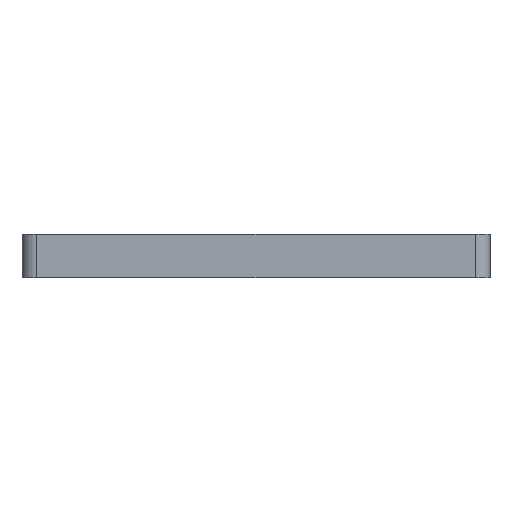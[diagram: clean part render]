
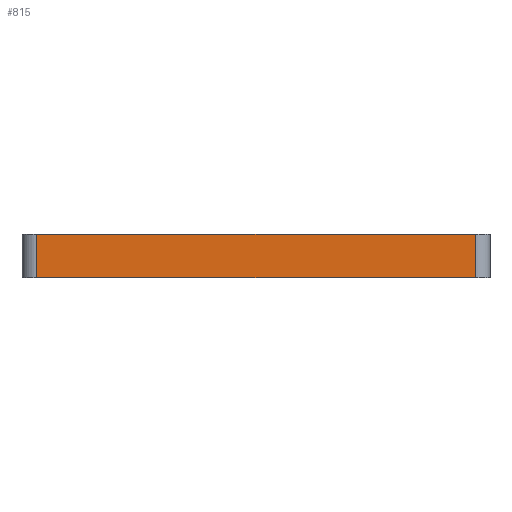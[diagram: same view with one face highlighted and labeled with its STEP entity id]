
A CAD part, front view. The second image highlights one B-rep face of the part: STEP entity #815.
In plain terms, the highlighted planar face has unit normal (0, -1, 0).
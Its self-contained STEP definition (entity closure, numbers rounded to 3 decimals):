
#28 = CARTESIAN_POINT ( 'NONE',  ( 1., 0., 0. ) ) ;
#51 = CARTESIAN_POINT ( 'NONE',  ( 0., 0., 3. ) ) ;
#65 = EDGE_CURVE ( 'NONE', #720, #500, #921, .T. ) ;
#135 = VECTOR ( 'NONE', #514, 1000. ) ;
#137 = FACE_OUTER_BOUND ( 'NONE', #265, .T. ) ;
#160 = CARTESIAN_POINT ( 'NONE',  ( 31., 0., 0. ) ) ;
#167 = DIRECTION ( 'NONE',  ( 1., 0., 0. ) ) ;
#211 = CARTESIAN_POINT ( 'NONE',  ( 1., 0., 3. ) ) ;
#234 = LINE ( 'NONE', #392, #585 ) ;
#253 = AXIS2_PLACEMENT_3D ( 'NONE', #51, #969, #751 ) ;
#256 = VERTEX_POINT ( 'NONE', #425 ) ;
#265 = EDGE_LOOP ( 'NONE', ( #795, #640, #413, #277 ) ) ;
#277 = ORIENTED_EDGE ( 'NONE', *, *, #824, .T. ) ;
#280 = VECTOR ( 'NONE', #491, 1000. ) ;
#290 = VERTEX_POINT ( 'NONE', #563 ) ;
#292 = EDGE_CURVE ( 'NONE', #290, #256, #361, .T. ) ;
#313 = VECTOR ( 'NONE', #167, 1000. ) ;
#361 = LINE ( 'NONE', #809, #280 ) ;
#378 = PLANE ( 'NONE',  #253 ) ;
#392 = CARTESIAN_POINT ( 'NONE',  ( 31., 0., 3. ) ) ;
#413 = ORIENTED_EDGE ( 'NONE', *, *, #292, .F. ) ;
#425 = CARTESIAN_POINT ( 'NONE',  ( 31., 0., 3. ) ) ;
#470 = CARTESIAN_POINT ( 'NONE',  ( 0., 0., 0. ) ) ;
#491 = DIRECTION ( 'NONE',  ( 1., 0., 0. ) ) ;
#500 = VERTEX_POINT ( 'NONE', #160 ) ;
#514 = DIRECTION ( 'NONE',  ( 0., 0., -1. ) ) ;
#563 = CARTESIAN_POINT ( 'NONE',  ( 1., 0., 3. ) ) ;
#585 = VECTOR ( 'NONE', #628, 1000. ) ;
#628 = DIRECTION ( 'NONE',  ( 0., 0., 1. ) ) ;
#640 = ORIENTED_EDGE ( 'NONE', *, *, #939, .T. ) ;
#720 = VERTEX_POINT ( 'NONE', #28 ) ;
#751 = DIRECTION ( 'NONE',  ( 0., 0., 1. ) ) ;
#795 = ORIENTED_EDGE ( 'NONE', *, *, #65, .T. ) ;
#809 = CARTESIAN_POINT ( 'NONE',  ( 0., 0., 3. ) ) ;
#815 = ADVANCED_FACE ( 'NONE', ( #137 ), #378, .F. ) ;
#824 = EDGE_CURVE ( 'NONE', #290, #720, #897, .T. ) ;
#897 = LINE ( 'NONE', #211, #135 ) ;
#921 = LINE ( 'NONE', #470, #313 ) ;
#939 = EDGE_CURVE ( 'NONE', #500, #256, #234, .T. ) ;
#969 = DIRECTION ( 'NONE',  ( 0., 1., 0. ) ) ;
